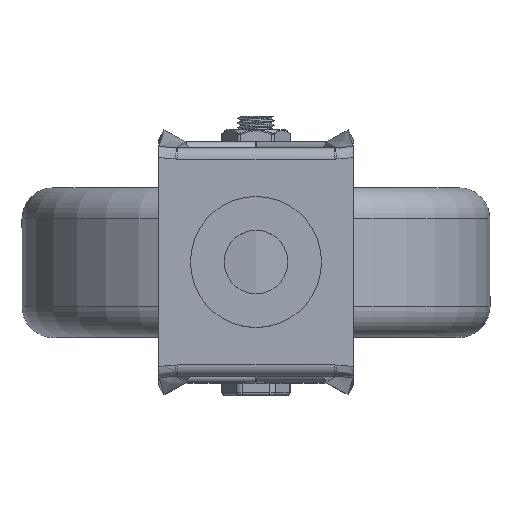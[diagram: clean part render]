
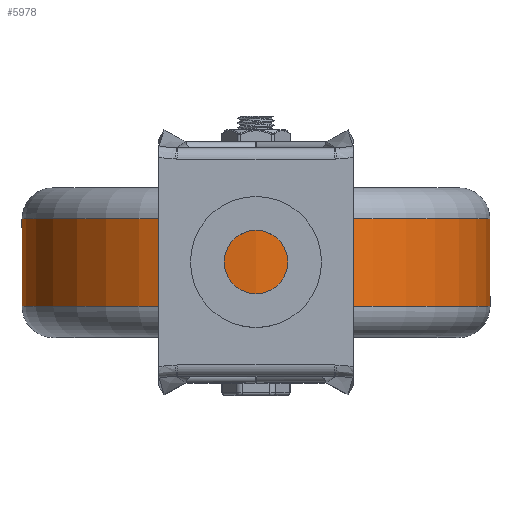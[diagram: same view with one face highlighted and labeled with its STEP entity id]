
A CAD part, top view. The second image highlights one B-rep face of the part: STEP entity #5978.
In plain terms, the highlighted cylindrical face has radius 37.5 mm (diameter 75 mm), a full revolution.
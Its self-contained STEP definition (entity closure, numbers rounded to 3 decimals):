
#572=FACE_OUTER_BOUND('',#960,.T.);
#960=EDGE_LOOP('',(#4442,#4443,#4444,#4445,#4446,#4447));
#1373=CIRCLE('',#6539,37.5);
#1374=CIRCLE('',#6540,37.5);
#1375=CIRCLE('',#6542,37.5);
#1376=CIRCLE('',#6543,37.5);
#1862=LINE('',#16869,#2127);
#2127=VECTOR('',#7622,37.5);
#2615=VERTEX_POINT('',#16862);
#2616=VERTEX_POINT('',#16864);
#2617=VERTEX_POINT('',#16868);
#2618=VERTEX_POINT('',#16870);
#3288=EDGE_CURVE('',#2615,#2616,#1373,.T.);
#3289=EDGE_CURVE('',#2616,#2615,#1374,.T.);
#3290=EDGE_CURVE('',#2616,#2617,#1862,.T.);
#3291=EDGE_CURVE('',#2617,#2618,#1375,.T.);
#3292=EDGE_CURVE('',#2618,#2617,#1376,.T.);
#4442=ORIENTED_EDGE('',*,*,#3288,.F.);
#4443=ORIENTED_EDGE('',*,*,#3289,.F.);
#4444=ORIENTED_EDGE('',*,*,#3290,.T.);
#4445=ORIENTED_EDGE('',*,*,#3291,.T.);
#4446=ORIENTED_EDGE('',*,*,#3292,.T.);
#4447=ORIENTED_EDGE('',*,*,#3290,.F.);
#5778=CYLINDRICAL_SURFACE('',#6541,37.5);
#5978=ADVANCED_FACE('',(#572),#5778,.T.);
#6539=AXIS2_PLACEMENT_3D('',#16865,#7616,#7617);
#6540=AXIS2_PLACEMENT_3D('',#16866,#7618,#7619);
#6541=AXIS2_PLACEMENT_3D('',#16867,#7620,#7621);
#6542=AXIS2_PLACEMENT_3D('',#16871,#7623,#7624);
#6543=AXIS2_PLACEMENT_3D('',#16872,#7625,#7626);
#7616=DIRECTION('center_axis',(0.,-1.,0.));
#7617=DIRECTION('ref_axis',(0.,0.,
1.));
#7618=DIRECTION('center_axis',(0.,-1.,0.));
#7619=DIRECTION('ref_axis',(0.,0.,
1.));
#7620=DIRECTION('center_axis',(0.,-1.,0.));
#7621=DIRECTION('ref_axis',(0.,0.,
1.));
#7622=DIRECTION('',(0.,1.,0.));
#7623=DIRECTION('center_axis',(0.,-1.,0.));
#7624=DIRECTION('ref_axis',(0.,0.,
1.));
#7625=DIRECTION('center_axis',(0.,-1.,0.));
#7626=DIRECTION('ref_axis',(0.,0.,
1.));
#16862=CARTESIAN_POINT('',(0.,-7.,37.5));
#16864=CARTESIAN_POINT('',(0.,-7.,-37.5));
#16865=CARTESIAN_POINT('Origin',(0.,-7.,0.));
#16866=CARTESIAN_POINT('Origin',(0.,-7.,0.));
#16867=CARTESIAN_POINT('Origin',(0.,0.,
0.));
#16868=CARTESIAN_POINT('',(0.,7.,-37.5));
#16869=CARTESIAN_POINT('',(0.,0.,-37.5));
#16870=CARTESIAN_POINT('',(0.,7.,37.5));
#16871=CARTESIAN_POINT('Origin',(0.,7.,
0.));
#16872=CARTESIAN_POINT('Origin',(0.,7.,
0.));
